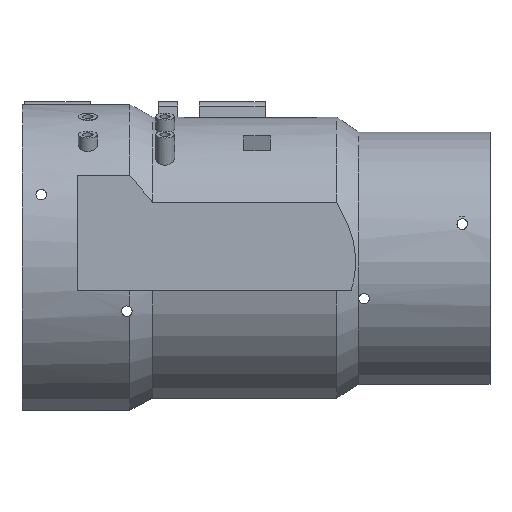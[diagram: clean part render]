
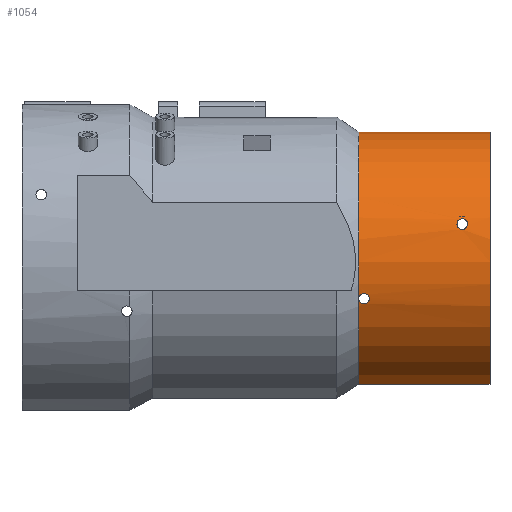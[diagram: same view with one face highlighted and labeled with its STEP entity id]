
A CAD part, top view. The second image highlights one B-rep face of the part: STEP entity #1054.
In plain terms, the highlighted cylindrical face has radius 49.456 mm (diameter 98.911 mm), a partial arc.
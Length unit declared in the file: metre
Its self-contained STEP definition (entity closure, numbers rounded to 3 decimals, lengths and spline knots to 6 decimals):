
#66=LINE('',#1765,#122);
#67=LINE('',#1769,#123);
#122=VECTOR('',#1318,1.);
#123=VECTOR('',#1321,1.);
#180=CIRCLE('',#1152,0.049456);
#181=CIRCLE('',#1153,0.049456);
#265=ORIENTED_EDGE('',*,*,#543,.T.);
#266=ORIENTED_EDGE('',*,*,#544,.F.);
#267=ORIENTED_EDGE('',*,*,#545,.T.);
#268=ORIENTED_EDGE('',*,*,#546,.T.);
#269=ORIENTED_EDGE('',*,*,#547,.T.);
#270=ORIENTED_EDGE('',*,*,#548,.T.);
#543=EDGE_CURVE('',#681,#681,#765,.T.);
#544=EDGE_CURVE('',#682,#683,#180,.T.);
#545=EDGE_CURVE('',#682,#684,#66,.F.);
#546=EDGE_CURVE('',#684,#685,#181,.T.);
#547=EDGE_CURVE('',#685,#683,#67,.T.);
#548=EDGE_CURVE('',#686,#686,#766,.T.);
#681=VERTEX_POINT('',#1761);
#682=VERTEX_POINT('',#1763);
#683=VERTEX_POINT('',#1764);
#684=VERTEX_POINT('',#1766);
#685=VERTEX_POINT('',#1768);
#686=VERTEX_POINT('',#1781);
#765=B_SPLINE_CURVE_WITH_KNOTS('',3,(#1750,#1751,#1752,#1753,#1754,#1755,
#1756,#1757,#1758,#1759,#1760),.UNSPECIFIED.,.T.,.F.,(1,1,1,1,1,1,1,1,1,
1,1,1,1,1,1),(-0.004792,-0.003195,-0.001597,
0.,0.001597,0.003195,0.004792,0.006389,
0.007987,0.009584,0.011181,0.012778,
0.014376,0.015973,0.01757),.UNSPECIFIED.);
#766=B_SPLINE_CURVE_WITH_KNOTS('',3,(#1770,#1771,#1772,#1773,#1774,#1775,
#1776,#1777,#1778,#1779,#1780),.UNSPECIFIED.,.T.,.F.,(1,1,1,1,1,1,1,1,1,
1,1,1,1,1,1),(-0.004797,-0.003198,-0.001599,
0.,0.001599,0.003198,0.004797,0.006397,
0.007996,0.009595,0.011194,0.012793,
0.014392,0.015992,0.017591),.UNSPECIFIED.);
#792=EDGE_LOOP('',(#265));
#793=EDGE_LOOP('',(#266,#267,#268,#269));
#794=EDGE_LOOP('',(#270));
#911=FACE_BOUND('',#792,.T.);
#912=FACE_BOUND('',#793,.T.);
#913=FACE_BOUND('',#794,.T.);
#1021=CYLINDRICAL_SURFACE('',#1151,0.049456);
#1054=ADVANCED_FACE('',(#911,#912,#913),#1021,.T.);
#1151=AXIS2_PLACEMENT_3D('',#1749,#1314,#1315);
#1152=AXIS2_PLACEMENT_3D('',#1762,#1316,#1317);
#1153=AXIS2_PLACEMENT_3D('',#1767,#1319,#1320);
#1314=DIRECTION('',(-1.,0.,0.));
#1315=DIRECTION('',(0.,1.,0.));
#1316=DIRECTION('',(-1.,0.,0.));
#1317=DIRECTION('',(0.,1.,0.));
#1318=DIRECTION('',(-1.,0.,0.));
#1319=DIRECTION('',(-1.,0.,0.));
#1320=DIRECTION('',(0.,1.,0.));
#1321=DIRECTION('',(-1.,0.,0.));
#1749=CARTESIAN_POINT('',(0.032292,0.,0.));
#1750=CARTESIAN_POINT('',(0.131666,-0.015556,0.046951));
#1751=CARTESIAN_POINT('',(0.130076,-0.016245,0.046711));
#1752=CARTESIAN_POINT('',(0.128486,-0.015557,0.046951));
#1753=CARTESIAN_POINT('',(0.127873,-0.014028,0.047435));
#1754=CARTESIAN_POINT('',(0.128479,-0.012475,0.047861));
#1755=CARTESIAN_POINT('',(0.130075,-0.011786,0.04803));
#1756=CARTESIAN_POINT('',(0.13167,-0.012472,0.047862));
#1757=CARTESIAN_POINT('',(0.13228,-0.014028,0.047435));
#1758=CARTESIAN_POINT('',(0.131666,-0.015556,0.046951));
#1759=CARTESIAN_POINT('',(0.130076,-0.016245,0.046711));
#1760=CARTESIAN_POINT('',(0.128486,-0.015557,0.046951));
#1761=CARTESIAN_POINT('',(0.130076,-0.016015,0.046791));
#1762=CARTESIAN_POINT('',(0.128,0.,0.));
#1763=CARTESIAN_POINT('',(0.128,-0.046473,0.016915));
#1764=CARTESIAN_POINT('',(0.128,0.046473,-0.016915));
#1765=CARTESIAN_POINT('',(0.032292,-0.046473,0.016915));
#1766=CARTESIAN_POINT('',(0.178,-0.046473,0.016915));
#1767=CARTESIAN_POINT('',(0.178,0.,0.));
#1768=CARTESIAN_POINT('',(0.178,0.046473,-0.016915));
#1769=CARTESIAN_POINT('',(0.032292,0.046473,-0.016915));
#1770=CARTESIAN_POINT('',(0.169031,0.012843,0.047764));
#1771=CARTESIAN_POINT('',(0.167431,0.01215,0.047939));
#1772=CARTESIAN_POINT('',(0.165834,0.012842,0.047764));
#1773=CARTESIAN_POINT('',(0.165229,0.014394,0.047326));
#1774=CARTESIAN_POINT('',(0.16584,0.01592,0.046828));
#1775=CARTESIAN_POINT('',(0.16743,0.016611,0.046582));
#1776=CARTESIAN_POINT('',(0.169021,0.015924,0.046827));
#1777=CARTESIAN_POINT('',(0.169635,0.014394,0.047326));
#1778=CARTESIAN_POINT('',(0.169031,0.012843,0.047764));
#1779=CARTESIAN_POINT('',(0.167431,0.01215,0.047939));
#1780=CARTESIAN_POINT('',(0.165834,0.012842,0.047764));
#1781=CARTESIAN_POINT('',(0.167432,0.012381,0.047881));
